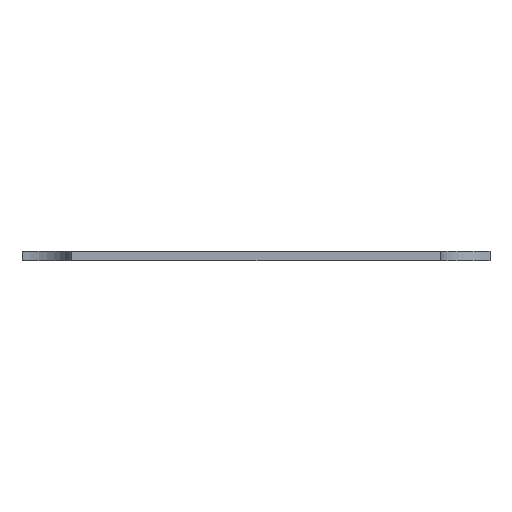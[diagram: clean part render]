
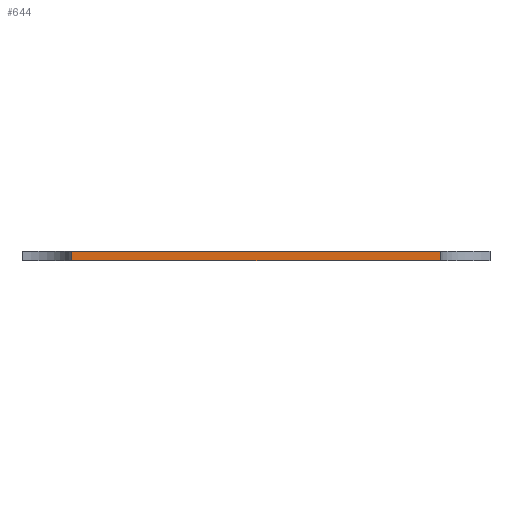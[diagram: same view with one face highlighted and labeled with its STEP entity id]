
A CAD part, front view. The second image highlights one B-rep face of the part: STEP entity #644.
In plain terms, the highlighted planar face has unit normal (0, -1, 0).
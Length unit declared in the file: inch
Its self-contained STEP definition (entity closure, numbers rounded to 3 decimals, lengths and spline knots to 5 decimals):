
#27 = CARTESIAN_POINT ( 'NONE',  ( 1.2155, -1.525, 0. ) ) ;
#37 = CARTESIAN_POINT ( 'NONE',  ( -1.2155, -1.525, 0. ) ) ;
#46 = LINE ( 'NONE', #264, #155 ) ;
#52 = EDGE_CURVE ( 'NONE', #668, #398, #408, .T. ) ;
#55 = VERTEX_POINT ( 'NONE', #584 ) ;
#88 = CARTESIAN_POINT ( 'NONE',  ( -1.2155, -1.525, 0.064 ) ) ;
#92 = LINE ( 'NONE', #149, #495 ) ;
#116 = EDGE_LOOP ( 'NONE', ( #674, #336, #693, #177 ) ) ;
#147 = DIRECTION ( 'NONE',  ( -1., 0., 0. ) ) ;
#149 = CARTESIAN_POINT ( 'NONE',  ( -1.2155, -1.525, 0. ) ) ;
#151 = CARTESIAN_POINT ( 'NONE',  ( 1.2155, -1.525, 0.064 ) ) ;
#155 = VECTOR ( 'NONE', #709, 39.37008 ) ;
#177 = ORIENTED_EDGE ( 'NONE', *, *, #672, .T. ) ;
#247 = DIRECTION ( 'NONE',  ( 1., 0., 0. ) ) ;
#257 = VECTOR ( 'NONE', #147, 39.37008 ) ;
#260 = DIRECTION ( 'NONE',  ( 0., 0., -1. ) ) ;
#261 = CARTESIAN_POINT ( 'NONE',  ( 1.2155, -1.525, 0. ) ) ;
#264 = CARTESIAN_POINT ( 'NONE',  ( 1.2155, -1.525, 0. ) ) ;
#306 = CARTESIAN_POINT ( 'NONE',  ( 0., -1.525, 0. ) ) ;
#317 = FACE_OUTER_BOUND ( 'NONE', #116, .T. ) ;
#336 = ORIENTED_EDGE ( 'NONE', *, *, #552, .F. ) ;
#398 = VERTEX_POINT ( 'NONE', #27 ) ;
#408 = LINE ( 'NONE', #306, #480 ) ;
#426 = DIRECTION ( 'NONE',  ( 0., 0., -1. ) ) ;
#480 = VECTOR ( 'NONE', #247, 39.37008 ) ;
#482 = DIRECTION ( 'NONE',  ( 0., -1., 0. ) ) ;
#495 = VECTOR ( 'NONE', #260, 39.37008 ) ;
#536 = EDGE_CURVE ( 'NONE', #55, #713, #540, .T. ) ;
#540 = LINE ( 'NONE', #151, #257 ) ;
#552 = EDGE_CURVE ( 'NONE', #55, #398, #46, .T. ) ;
#584 = CARTESIAN_POINT ( 'NONE',  ( 1.2155, -1.525, 0.064 ) ) ;
#644 = ADVANCED_FACE ( 'NONE', ( #317 ), #706, .T. ) ;
#657 = AXIS2_PLACEMENT_3D ( 'NONE', #261, #482, #426 ) ;
#668 = VERTEX_POINT ( 'NONE', #37 ) ;
#672 = EDGE_CURVE ( 'NONE', #713, #668, #92, .T. ) ;
#674 = ORIENTED_EDGE ( 'NONE', *, *, #52, .T. ) ;
#693 = ORIENTED_EDGE ( 'NONE', *, *, #536, .T. ) ;
#706 = PLANE ( 'NONE',  #657 ) ;
#709 = DIRECTION ( 'NONE',  ( 0., 0., -1. ) ) ;
#713 = VERTEX_POINT ( 'NONE', #88 ) ;
